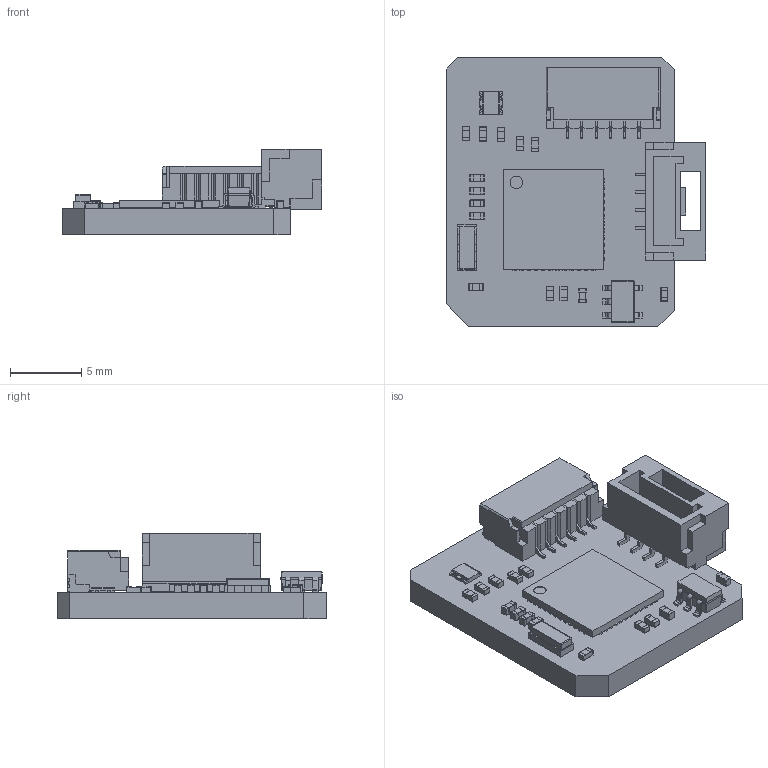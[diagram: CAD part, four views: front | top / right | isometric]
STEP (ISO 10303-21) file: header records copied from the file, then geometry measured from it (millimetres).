
FILE_DESCRIPTION(('Open CASCADE Model'),'2;1');
FILE_NAME('Open CASCADE Shape Model','2023-05-20T23:25:11',('Author'),( 'Open CASCADE'),'Open CASCADE STEP processor 6.8','Open CASCADE 6.8' ,'Unknown');
FILE_SCHEMA(('AUTOMOTIVE_DESIGN { 1 0 10303 214 1 1 1 1 }'));
Length unit declared in the file: millimetre
Products named in the file (1): PCB
Bounding box: 18.19 x 18.85 x 5.99 mm (x, y, z)
Volume: 727.9 mm3; surface area: 1566.2 mm2
Topology: 129 solids, 129 shells, 1614 faces, 3939 edges, 2524 vertices
Faces by surface type: plane 1307, cylinder 255, sphere 52
Full cylindrical faces by diameter (mm): 0.875 x1
Entity records: 46885 total; most frequent: CARTESIAN_POINT 8074, ORIENTED_EDGE 7774, DIRECTION 7591, EDGE_CURVE 3887, LINE 3381, VECTOR 3381, VERTEX_POINT 2524, AXIS2_PLACEMENT_3D 2105
